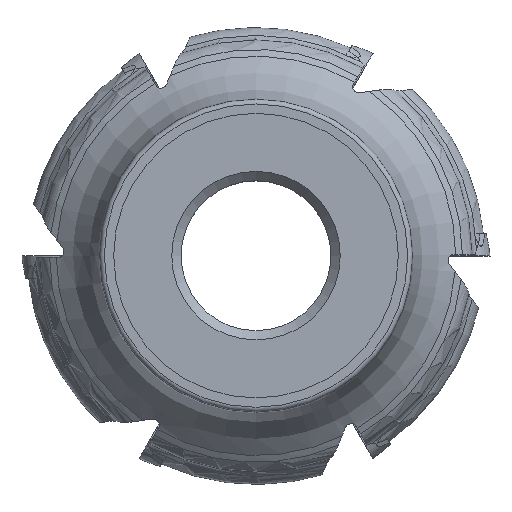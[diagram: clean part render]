
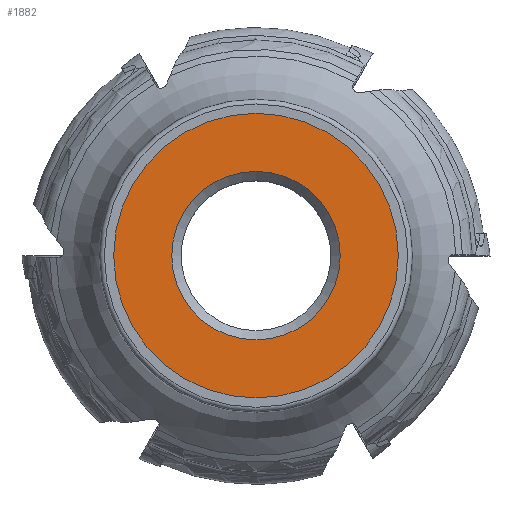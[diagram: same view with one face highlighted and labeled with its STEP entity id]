
A CAD part, top view. The second image highlights one B-rep face of the part: STEP entity #1882.
In plain terms, the highlighted conical face has half-angle 89.981 degrees and reference radius 30.4 mm.
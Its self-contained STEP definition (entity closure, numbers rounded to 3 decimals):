
#441=CONICAL_SURFACE('',#7060,30.4,89.981);
#1882=ADVANCED_FACE('',(#2387,#2388),#441,.F.);
#2387=FACE_BOUND('',#2601,.T.);
#2388=FACE_BOUND('',#2602,.T.);
#2601=EDGE_LOOP('',(#3332));
#2602=EDGE_LOOP('',(#3333));
#3332=ORIENTED_EDGE('',*,*,#5820,.F.);
#3333=ORIENTED_EDGE('',*,*,#5821,.F.);
#5114=VERTEX_POINT('',#10810);
#5115=VERTEX_POINT('',#10812);
#5820=EDGE_CURVE('',#5114,#5114,#6624,.T.);
#5821=EDGE_CURVE('',#5115,#5115,#6625,.T.);
#6624=CIRCLE('',#7058,18.002);
#6625=CIRCLE('',#7059,30.4);
#7058=AXIS2_PLACEMENT_3D('',#10809,#7997,#7998);
#7059=AXIS2_PLACEMENT_3D('',#10811,#7999,#8000);
#7060=AXIS2_PLACEMENT_3D('',#10813,#8001,#8002);
#7997=DIRECTION('',(0.,0.,1.));
#7998=DIRECTION('',(1.,0.,0.));
#7999=DIRECTION('',(0.,0.,-1.));
#8000=DIRECTION('',(-1.,0.,0.));
#8001=DIRECTION('',(0.,0.,1.));
#8002=DIRECTION('',(1.,0.,0.));
#10809=CARTESIAN_POINT('',(0.,0.,0.006));
#10810=CARTESIAN_POINT('',(18.002,0.,0.006));
#10811=CARTESIAN_POINT('',(0.,0.,0.01));
#10812=CARTESIAN_POINT('',(-30.4,0.,0.01));
#10813=CARTESIAN_POINT('',(0.,0.,0.01));
